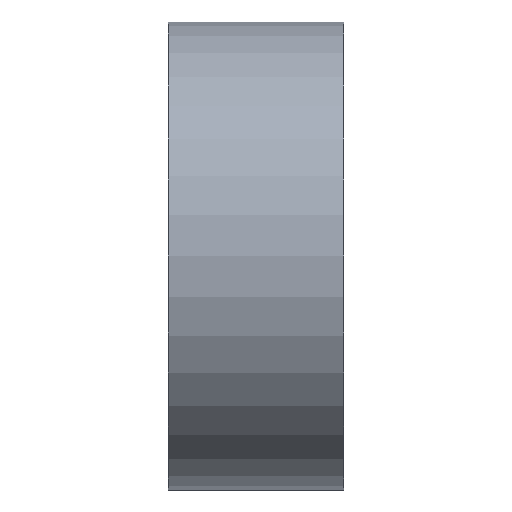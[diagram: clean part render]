
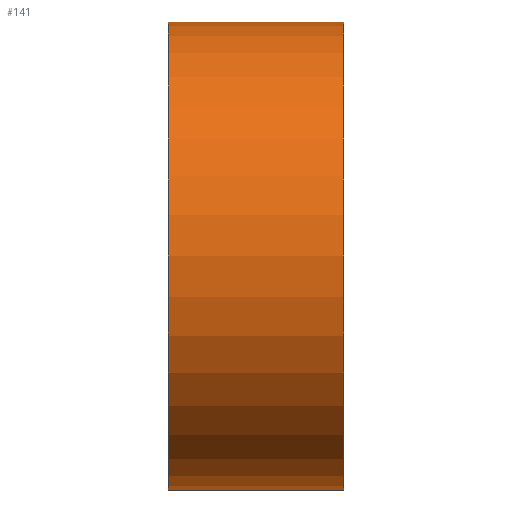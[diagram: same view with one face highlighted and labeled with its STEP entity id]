
A CAD part, left-side view. The second image highlights one B-rep face of the part: STEP entity #141.
In plain terms, the highlighted cylindrical face has radius 8 mm (diameter 16 mm), a partial arc.
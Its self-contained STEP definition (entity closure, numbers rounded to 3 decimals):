
#69 = VECTOR ( 'NONE', #109, 1000. ) ;
#74 = ORIENTED_EDGE ( 'NONE', *, *, #131, .F. ) ;
#78 = DIRECTION ( 'NONE',  ( 0., 0., -1. ) ) ;
#109 = DIRECTION ( 'NONE',  ( 0., -1., 0. ) ) ;
#126 = ORIENTED_EDGE ( 'NONE', *, *, #525, .T. ) ;
#128 = CARTESIAN_POINT ( 'NONE',  ( 0., 3., 8. ) ) ;
#131 = EDGE_CURVE ( 'NONE', #338, #528, #174, .T. ) ;
#132 = DIRECTION ( 'NONE',  ( 0., 1., 0. ) ) ;
#141 = ADVANCED_FACE ( 'NONE', ( #149 ), #363, .T. ) ;
#147 = AXIS2_PLACEMENT_3D ( 'NONE', #425, #169, #461 ) ;
#149 = FACE_OUTER_BOUND ( 'NONE', #384, .T. ) ;
#150 = EDGE_CURVE ( 'NONE', #176, #338, #464, .T. ) ;
#169 = DIRECTION ( 'NONE',  ( 0., 1., 0. ) ) ;
#174 = LINE ( 'NONE', #128, #263 ) ;
#176 = VERTEX_POINT ( 'NONE', #299 ) ;
#217 = AXIS2_PLACEMENT_3D ( 'NONE', #219, #490, #78 ) ;
#219 = CARTESIAN_POINT ( 'NONE',  ( 0., 3., 0. ) ) ;
#224 = CARTESIAN_POINT ( 'NONE',  ( 0., -3., 8. ) ) ;
#235 = CARTESIAN_POINT ( 'NONE',  ( 0., 3., 8. ) ) ;
#248 = VERTEX_POINT ( 'NONE', #443 ) ;
#263 = VECTOR ( 'NONE', #294, 1000. ) ;
#294 = DIRECTION ( 'NONE',  ( 0., -1., 0. ) ) ;
#299 = CARTESIAN_POINT ( 'NONE',  ( 0., 3., -8. ) ) ;
#338 = VERTEX_POINT ( 'NONE', #235 ) ;
#362 = CARTESIAN_POINT ( 'NONE',  ( 0., 3., -8. ) ) ;
#363 = CYLINDRICAL_SURFACE ( 'NONE', #217, 8. ) ;
#368 = AXIS2_PLACEMENT_3D ( 'NONE', #378, #132, #426 ) ;
#378 = CARTESIAN_POINT ( 'NONE',  ( 0., -3., 0. ) ) ;
#384 = EDGE_LOOP ( 'NONE', ( #74, #514, #494, #126 ) ) ;
#395 = LINE ( 'NONE', #362, #69 ) ;
#425 = CARTESIAN_POINT ( 'NONE',  ( 0., 3., 0. ) ) ;
#426 = DIRECTION ( 'NONE',  ( 0., 0., 1. ) ) ;
#443 = CARTESIAN_POINT ( 'NONE',  ( 0., -3., -8. ) ) ;
#455 = CIRCLE ( 'NONE', #368, 8. ) ;
#461 = DIRECTION ( 'NONE',  ( 0., 0., 1. ) ) ;
#464 = CIRCLE ( 'NONE', #147, 8. ) ;
#470 = EDGE_CURVE ( 'NONE', #176, #248, #395, .T. ) ;
#490 = DIRECTION ( 'NONE',  ( 0., -1., 0. ) ) ;
#494 = ORIENTED_EDGE ( 'NONE', *, *, #470, .T. ) ;
#514 = ORIENTED_EDGE ( 'NONE', *, *, #150, .F. ) ;
#525 = EDGE_CURVE ( 'NONE', #248, #528, #455, .T. ) ;
#528 = VERTEX_POINT ( 'NONE', #224 ) ;
